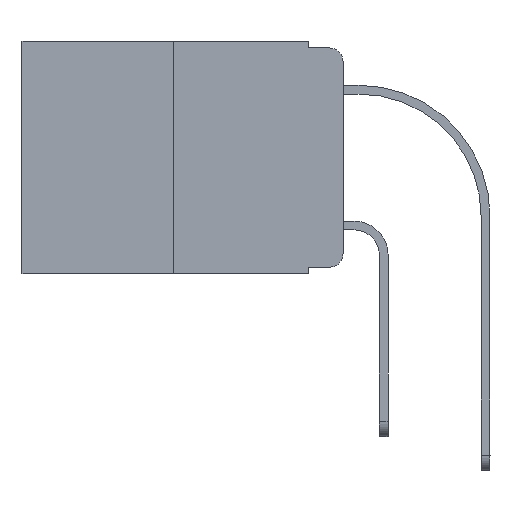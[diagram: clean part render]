
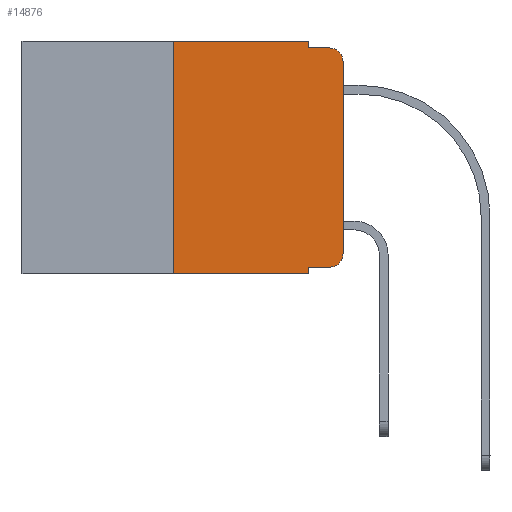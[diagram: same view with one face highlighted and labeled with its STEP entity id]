
A CAD part, left-side view. The second image highlights one B-rep face of the part: STEP entity #14876.
In plain terms, the highlighted planar face has unit normal (-1, 0, 0).
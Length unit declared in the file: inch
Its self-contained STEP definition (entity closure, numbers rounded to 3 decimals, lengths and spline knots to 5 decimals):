
#336 = ORIENTED_EDGE ( 'NONE', *, *, #11754, .F. ) ;
#469 = VECTOR ( 'NONE', #5811, 39.37008 ) ;
#538 = CARTESIAN_POINT ( 'NONE',  ( 0., 0.051, 0. ) ) ;
#657 = DIRECTION ( 'NONE',  ( 0., 0., -1. ) ) ;
#791 = VECTOR ( 'NONE', #657, 39.37008 ) ;
#911 = VERTEX_POINT ( 'NONE', #1781 ) ;
#1135 = VECTOR ( 'NONE', #10435, 39.37008 ) ;
#1707 = CARTESIAN_POINT ( 'NONE',  ( 0., 0.051, -0.343 ) ) ;
#1781 = CARTESIAN_POINT ( 'NONE',  ( 0., 0.25, -0.343 ) ) ;
#2473 = ORIENTED_EDGE ( 'NONE', *, *, #18016, .F. ) ;
#2484 = EDGE_CURVE ( 'NONE', #4024, #7794, #2690, .T. ) ;
#2493 = CARTESIAN_POINT ( 'NONE',  ( 0., 0.051, 0. ) ) ;
#2501 = CARTESIAN_POINT ( 'NONE',  ( 0., 0.25, 0. ) ) ;
#2690 = LINE ( 'NONE', #10506, #3570 ) ;
#3113 = DIRECTION ( 'NONE',  ( -1., 0., 0. ) ) ;
#3227 = DIRECTION ( 'NONE',  ( 0., 0., -1. ) ) ;
#3385 = VECTOR ( 'NONE', #9134, 39.37008 ) ;
#3453 = CARTESIAN_POINT ( 'NONE',  ( 0., 0.473, 0. ) ) ;
#3570 = VECTOR ( 'NONE', #10709, 39.37008 ) ;
#3761 = VERTEX_POINT ( 'NONE', #16326 ) ;
#3945 = EDGE_CURVE ( 'NONE', #911, #16755, #6339, .T. ) ;
#4024 = VERTEX_POINT ( 'NONE', #6635 ) ;
#4131 = AXIS2_PLACEMENT_3D ( 'NONE', #4531, #3113, #15324 ) ;
#4212 = ORIENTED_EDGE ( 'NONE', *, *, #10151, .T. ) ;
#4315 = VERTEX_POINT ( 'NONE', #10786 ) ;
#4531 = CARTESIAN_POINT ( 'NONE',  ( 0., 0.02, -0.313 ) ) ;
#4768 = LINE ( 'NONE', #16868, #3385 ) ;
#5039 = EDGE_LOOP ( 'NONE', ( #4212, #17222, #18760, #336, #2473, #8041, #11110, #18086, #16009, #12773 ) ) ;
#5073 = EDGE_CURVE ( 'NONE', #7794, #4315, #15781, .T. ) ;
#5412 = VECTOR ( 'NONE', #16845, 39.37008 ) ;
#5811 = DIRECTION ( 'NONE',  ( 0., 0., -1. ) ) ;
#5970 = LINE ( 'NONE', #18374, #5412 ) ;
#6339 = LINE ( 'NONE', #7291, #15319 ) ;
#6635 = CARTESIAN_POINT ( 'NONE',  ( 0., 0.051, -0.333 ) ) ;
#6784 = CARTESIAN_POINT ( 'NONE',  ( 0., 0.051, -0.01 ) ) ;
#7191 = DIRECTION ( 'NONE',  ( 0., 0., 1. ) ) ;
#7291 = CARTESIAN_POINT ( 'NONE',  ( 0., 0.25, 0. ) ) ;
#7794 = VERTEX_POINT ( 'NONE', #11912 ) ;
#8041 = ORIENTED_EDGE ( 'NONE', *, *, #3945, .F. ) ;
#8315 = FACE_OUTER_BOUND ( 'NONE', #5039, .T. ) ;
#8416 = PLANE ( 'NONE',  #17923 ) ;
#8498 = DIRECTION ( 'NONE',  ( 0., 0., 1. ) ) ;
#9047 = VERTEX_POINT ( 'NONE', #538 ) ;
#9134 = DIRECTION ( 'NONE',  ( 0., -1., 0. ) ) ;
#9319 = DIRECTION ( 'NONE',  ( -1., 0., 0. ) ) ;
#9398 = EDGE_CURVE ( 'NONE', #4024, #11300, #18412, .T. ) ;
#10151 = EDGE_CURVE ( 'NONE', #4315, #3761, #17750, .T. ) ;
#10435 = DIRECTION ( 'NONE',  ( 0., -1., 0. ) ) ;
#10506 = CARTESIAN_POINT ( 'NONE',  ( 0., 0.051, -0.333 ) ) ;
#10685 = CARTESIAN_POINT ( 'NONE',  ( 0., 0.051, 0. ) ) ;
#10709 = DIRECTION ( 'NONE',  ( 0., -1., 0. ) ) ;
#10786 = CARTESIAN_POINT ( 'NONE',  ( 0., 0., -0.313 ) ) ;
#11110 = ORIENTED_EDGE ( 'NONE', *, *, #11507, .T. ) ;
#11300 = VERTEX_POINT ( 'NONE', #1707 ) ;
#11507 = EDGE_CURVE ( 'NONE', #911, #11300, #19994, .T. ) ;
#11754 = EDGE_CURVE ( 'NONE', #9047, #12598, #13048, .T. ) ;
#11912 = CARTESIAN_POINT ( 'NONE',  ( 0., 0.02, -0.333 ) ) ;
#12159 = CARTESIAN_POINT ( 'NONE',  ( 0., 0.473, -0.343 ) ) ;
#12598 = VERTEX_POINT ( 'NONE', #6784 ) ;
#12773 = ORIENTED_EDGE ( 'NONE', *, *, #5073, .T. ) ;
#13048 = LINE ( 'NONE', #2493, #791 ) ;
#13174 = CARTESIAN_POINT ( 'NONE',  ( 0., 0., 0. ) ) ;
#13687 = CARTESIAN_POINT ( 'NONE',  ( 0., 0.02, -0.03 ) ) ;
#14181 = AXIS2_PLACEMENT_3D ( 'NONE', #13687, #9319, #3227 ) ;
#14449 = VECTOR ( 'NONE', #8498, 39.37008 ) ;
#14516 = DIRECTION ( 'NONE',  ( 1., 0., 0. ) ) ;
#14876 = ADVANCED_FACE ( 'NONE', ( #8315 ), #8416, .F. ) ;
#15319 = VECTOR ( 'NONE', #7191, 39.37008 ) ;
#15324 = DIRECTION ( 'NONE',  ( 0., 0., -1. ) ) ;
#15781 = CIRCLE ( 'NONE', #4131, 0.02 ) ;
#15849 = DIRECTION ( 'NONE',  ( 0., 0., -1. ) ) ;
#16009 = ORIENTED_EDGE ( 'NONE', *, *, #2484, .T. ) ;
#16326 = CARTESIAN_POINT ( 'NONE',  ( 0., 0., -0.03 ) ) ;
#16670 = VERTEX_POINT ( 'NONE', #19166 ) ;
#16755 = VERTEX_POINT ( 'NONE', #2501 ) ;
#16845 = DIRECTION ( 'NONE',  ( 0., -1., 0. ) ) ;
#16868 = CARTESIAN_POINT ( 'NONE',  ( 0., 0.473, 0. ) ) ;
#17222 = ORIENTED_EDGE ( 'NONE', *, *, #19503, .T. ) ;
#17745 = CIRCLE ( 'NONE', #14181, 0.02 ) ;
#17750 = LINE ( 'NONE', #13174, #14449 ) ;
#17923 = AXIS2_PLACEMENT_3D ( 'NONE', #3453, #14516, #15849 ) ;
#18016 = EDGE_CURVE ( 'NONE', #16755, #9047, #4768, .T. ) ;
#18086 = ORIENTED_EDGE ( 'NONE', *, *, #9398, .F. ) ;
#18374 = CARTESIAN_POINT ( 'NONE',  ( 0., 0.051, -0.01 ) ) ;
#18412 = LINE ( 'NONE', #10685, #469 ) ;
#18760 = ORIENTED_EDGE ( 'NONE', *, *, #19510, .F. ) ;
#19166 = CARTESIAN_POINT ( 'NONE',  ( 0., 0.02, -0.01 ) ) ;
#19503 = EDGE_CURVE ( 'NONE', #3761, #16670, #17745, .T. ) ;
#19510 = EDGE_CURVE ( 'NONE', #12598, #16670, #5970, .T. ) ;
#19994 = LINE ( 'NONE', #12159, #1135 ) ;
